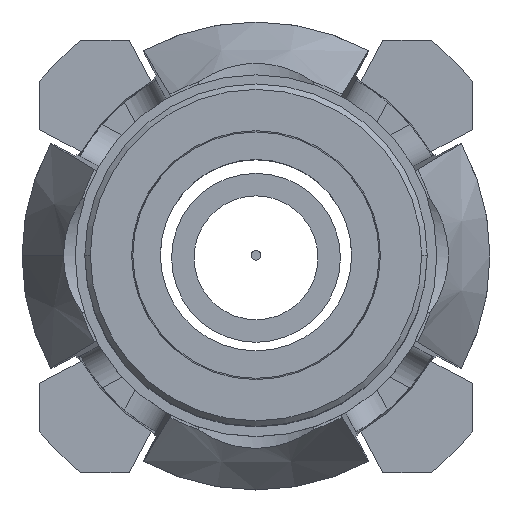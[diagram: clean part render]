
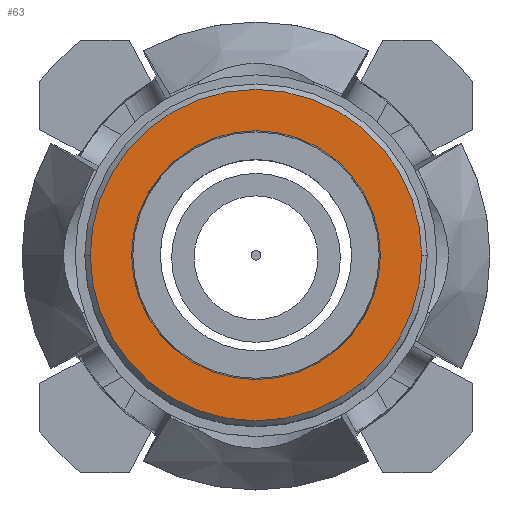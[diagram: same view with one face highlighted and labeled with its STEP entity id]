
A CAD part, top view. The second image highlights one B-rep face of the part: STEP entity #63.
In plain terms, the highlighted planar face has unit normal (0, 0, 1).
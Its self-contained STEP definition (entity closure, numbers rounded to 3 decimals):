
#39 = CARTESIAN_POINT ( 'NONE',  ( 0., 0., 27.9 ) ) ;
#63 = ADVANCED_FACE ( 'NONE', ( #3291, #3621 ), #228, .F. ) ;
#149 = CARTESIAN_POINT ( 'NONE',  ( 2.26, 0., 27.9 ) ) ;
#174 = VERTEX_POINT ( 'NONE', #2366 ) ;
#222 = DIRECTION ( 'NONE',  ( -1., 0., 0. ) ) ;
#228 = PLANE ( 'NONE',  #1499 ) ;
#365 = DIRECTION ( 'NONE',  ( 1., 0., 0. ) ) ;
#382 = EDGE_LOOP ( 'NONE', ( #1115, #1400 ) ) ;
#633 = CIRCLE ( 'NONE', #3701, 3.01 ) ;
#638 = CARTESIAN_POINT ( 'NONE',  ( -2.26, 0., 27.9 ) ) ;
#669 = EDGE_LOOP ( 'NONE', ( #1359, #3995 ) ) ;
#850 = DIRECTION ( 'NONE',  ( 0., 0., 1. ) ) ;
#907 = VERTEX_POINT ( 'NONE', #3960 ) ;
#1007 = CIRCLE ( 'NONE', #1592, 2.26 ) ;
#1115 = ORIENTED_EDGE ( 'NONE', *, *, #2677, .F. ) ;
#1245 = DIRECTION ( 'NONE',  ( -1., 0., 0. ) ) ;
#1359 = ORIENTED_EDGE ( 'NONE', *, *, #1406, .T. ) ;
#1400 = ORIENTED_EDGE ( 'NONE', *, *, #3498, .F. ) ;
#1406 = EDGE_CURVE ( 'NONE', #174, #907, #633, .T. ) ;
#1499 = AXIS2_PLACEMENT_3D ( 'NONE', #1617, #1637, #3008 ) ;
#1592 = AXIS2_PLACEMENT_3D ( 'NONE', #39, #2865, #365 ) ;
#1617 = CARTESIAN_POINT ( 'NONE',  ( 0., 2.26, 27.9 ) ) ;
#1637 = DIRECTION ( 'NONE',  ( 0., 0., -1. ) ) ;
#1731 = AXIS2_PLACEMENT_3D ( 'NONE', #3443, #2705, #3798 ) ;
#2294 = CARTESIAN_POINT ( 'NONE',  ( 0., 0., 27.9 ) ) ;
#2366 = CARTESIAN_POINT ( 'NONE',  ( -3.01, 0., 27.9 ) ) ;
#2541 = VERTEX_POINT ( 'NONE', #149 ) ;
#2545 = EDGE_CURVE ( 'NONE', #907, #174, #3928, .T. ) ;
#2638 = CARTESIAN_POINT ( 'NONE',  ( 0., 0., 27.9 ) ) ;
#2677 = EDGE_CURVE ( 'NONE', #2541, #4176, #3781, .T. ) ;
#2705 = DIRECTION ( 'NONE',  ( 0., 0., 1. ) ) ;
#2865 = DIRECTION ( 'NONE',  ( 0., 0., 1. ) ) ;
#3008 = DIRECTION ( 'NONE',  ( -1., 0., 0. ) ) ;
#3291 = FACE_OUTER_BOUND ( 'NONE', #669, .T. ) ;
#3443 = CARTESIAN_POINT ( 'NONE',  ( 0., 0., 27.9 ) ) ;
#3498 = EDGE_CURVE ( 'NONE', #4176, #2541, #1007, .T. ) ;
#3621 = FACE_BOUND ( 'NONE', #382, .T. ) ;
#3701 = AXIS2_PLACEMENT_3D ( 'NONE', #2294, #4027, #222 ) ;
#3781 = CIRCLE ( 'NONE', #1731, 2.26 ) ;
#3798 = DIRECTION ( 'NONE',  ( 1., 0., 0. ) ) ;
#3928 = CIRCLE ( 'NONE', #4509, 3.01 ) ;
#3960 = CARTESIAN_POINT ( 'NONE',  ( 3.01, 0., 27.9 ) ) ;
#3995 = ORIENTED_EDGE ( 'NONE', *, *, #2545, .T. ) ;
#4027 = DIRECTION ( 'NONE',  ( 0., 0., 1. ) ) ;
#4176 = VERTEX_POINT ( 'NONE', #638 ) ;
#4509 = AXIS2_PLACEMENT_3D ( 'NONE', #2638, #850, #1245 ) ;
